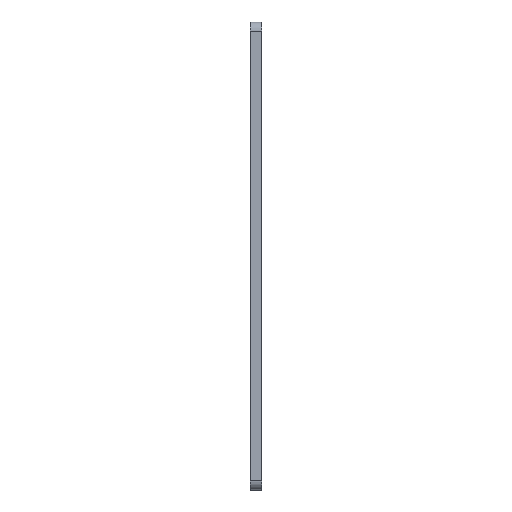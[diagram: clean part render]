
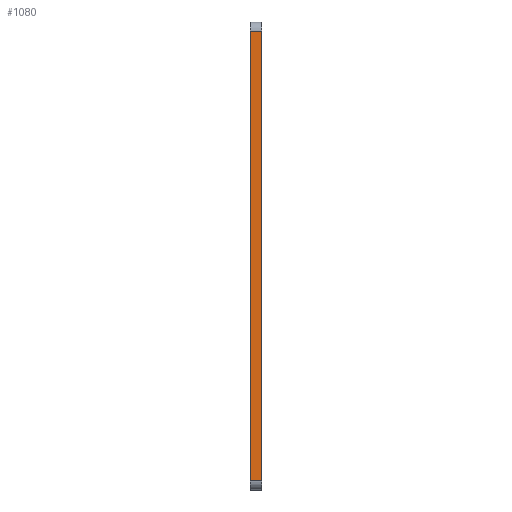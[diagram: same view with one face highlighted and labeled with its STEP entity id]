
A CAD part, left-side view. The second image highlights one B-rep face of the part: STEP entity #1080.
In plain terms, the highlighted planar face has unit normal (-1, 0, 0).
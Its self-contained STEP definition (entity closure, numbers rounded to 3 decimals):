
#7 = ORIENTED_EDGE ( 'NONE', *, *, #1007, .T. ) ;
#28 = CARTESIAN_POINT ( 'NONE',  ( -64.736, 3., -53.11 ) ) ;
#43 = DIRECTION ( 'NONE',  ( 1., 0., 0. ) ) ;
#74 = EDGE_CURVE ( 'NONE', #617, #882, #840, .T. ) ;
#108 = DIRECTION ( 'NONE',  ( 0., 1., 0. ) ) ;
#151 = CARTESIAN_POINT ( 'NONE',  ( -64.736, 3., 69.75 ) ) ;
#334 = VECTOR ( 'NONE', #770, 1000. ) ;
#341 = EDGE_LOOP ( 'NONE', ( #1256, #418, #7, #544 ) ) ;
#353 = CARTESIAN_POINT ( 'NONE',  ( -64.736, 3., 69.75 ) ) ;
#389 = DIRECTION ( 'NONE',  ( 0., -1., 0. ) ) ;
#418 = ORIENTED_EDGE ( 'NONE', *, *, #74, .T. ) ;
#465 = CARTESIAN_POINT ( 'NONE',  ( -64.736, 3., -53.11 ) ) ;
#492 = CARTESIAN_POINT ( 'NONE',  ( -64.736, 3., -50.57 ) ) ;
#497 = EDGE_CURVE ( 'NONE', #541, #653, #641, .T. ) ;
#534 = CARTESIAN_POINT ( 'NONE',  ( -64.736, 0., -50.57 ) ) ;
#541 = VERTEX_POINT ( 'NONE', #575 ) ;
#544 = ORIENTED_EDGE ( 'NONE', *, *, #497, .T. ) ;
#554 = VECTOR ( 'NONE', #673, 1000. ) ;
#559 = VECTOR ( 'NONE', #389, 1000. ) ;
#561 = CARTESIAN_POINT ( 'NONE',  ( -64.736, 0., -53.11 ) ) ;
#575 = CARTESIAN_POINT ( 'NONE',  ( -64.736, 0., 69.75 ) ) ;
#598 = AXIS2_PLACEMENT_3D ( 'NONE', #465, #43, #787 ) ;
#617 = VERTEX_POINT ( 'NONE', #686 ) ;
#641 = LINE ( 'NONE', #151, #890 ) ;
#653 = VERTEX_POINT ( 'NONE', #353 ) ;
#673 = DIRECTION ( 'NONE',  ( 0., 0., 1. ) ) ;
#686 = CARTESIAN_POINT ( 'NONE',  ( -64.736, 3., -50.57 ) ) ;
#689 = PLANE ( 'NONE',  #598 ) ;
#770 = DIRECTION ( 'NONE',  ( 0., 0., 1. ) ) ;
#787 = DIRECTION ( 'NONE',  ( 0., 0., -1. ) ) ;
#840 = LINE ( 'NONE', #492, #559 ) ;
#882 = VERTEX_POINT ( 'NONE', #534 ) ;
#890 = VECTOR ( 'NONE', #108, 1000. ) ;
#892 = LINE ( 'NONE', #28, #334 ) ;
#966 = EDGE_CURVE ( 'NONE', #617, #653, #892, .T. ) ;
#1007 = EDGE_CURVE ( 'NONE', #882, #541, #1140, .T. ) ;
#1049 = FACE_OUTER_BOUND ( 'NONE', #341, .T. ) ;
#1080 = ADVANCED_FACE ( 'NONE', ( #1049 ), #689, .F. ) ;
#1140 = LINE ( 'NONE', #561, #554 ) ;
#1256 = ORIENTED_EDGE ( 'NONE', *, *, #966, .F. ) ;
